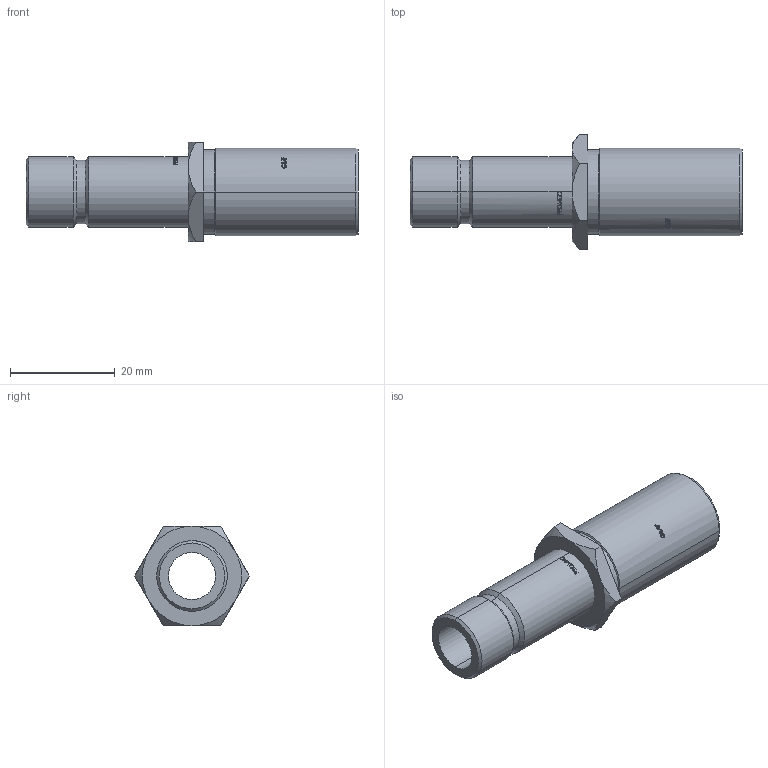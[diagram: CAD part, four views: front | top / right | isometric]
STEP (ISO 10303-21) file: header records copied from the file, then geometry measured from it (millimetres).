
FILE_DESCRIPTION (( 'STEP AP203' ), '1' );
FILE_NAME ('e2b7.STEP', '2023-01-25T12:20:16', ( '' ), ( '' ), 'SwSTEP 2.0', 'SolidWorks 2019', '' );
FILE_SCHEMA (( 'CONFIG_CONTROL_DESIGN' ));
Length unit declared in the file: millimetre
Products named in the file (1): e2b7
Bounding box: 63.5 x 21.94 x 19 mm (x, y, z)
Volume: 7653 mm3; surface area: 5347.1 mm2
Topology: 1 solids, 1 shells, 188 faces, 479 edges, 312 vertices
Faces by surface type: bspline 121, cylinder 29, plane 22, cone 16
Entity records: 10556 total; most frequent: CARTESIAN_POINT 7007, ORIENTED_EDGE 958, EDGE_CURVE 479, B_SPLINE_CURVE_WITH_KNOTS 385, VERTEX_POINT 312, DIRECTION 284, EDGE_LOOP 209, FACE_OUTER_BOUND 188
